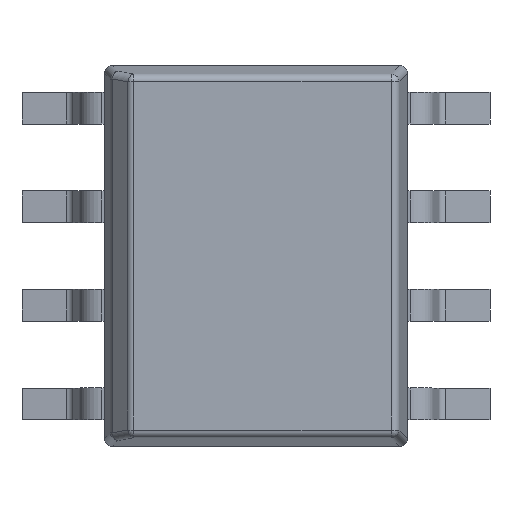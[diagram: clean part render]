
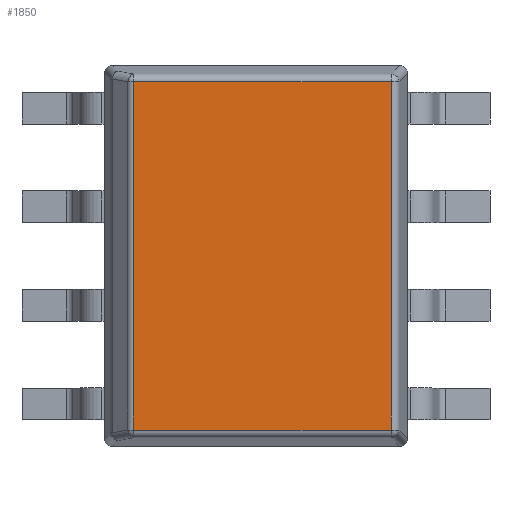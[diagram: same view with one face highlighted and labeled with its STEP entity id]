
A CAD part, top view. The second image highlights one B-rep face of the part: STEP entity #1850.
In plain terms, the highlighted face is planar.
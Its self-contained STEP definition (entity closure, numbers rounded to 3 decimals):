
#641=DIRECTION('',(1.,0.,0.));
#642=VECTOR('',#641,4.485);
#643=CARTESIAN_POINT('',(-2.243,0.7,1.743));
#644=LINE('',#643,#642);
#655=DIRECTION('',(0.,0.,-1.));
#656=VECTOR('',#655,3.321);
#657=CARTESIAN_POINT('',(2.243,0.7,1.743));
#658=LINE('',#657,#656);
#847=DIRECTION('',(0.,0.,1.));
#848=VECTOR('',#847,3.321);
#849=CARTESIAN_POINT('',(-2.243,0.7,-1.579));
#850=LINE('',#849,#848);
#861=DIRECTION('',(-1.,0.,0.));
#862=VECTOR('',#861,4.485);
#863=CARTESIAN_POINT('',(2.243,0.7,-1.579));
#864=LINE('',#863,#862);
#1289=CARTESIAN_POINT('',(-2.243,0.7,1.743));
#1290=CARTESIAN_POINT('',(2.243,0.7,1.743));
#1291=VERTEX_POINT('',#1289);
#1292=VERTEX_POINT('',#1290);
#1401=CARTESIAN_POINT('',(2.243,0.7,-1.579));
#1402=VERTEX_POINT('',#1401);
#1405=CARTESIAN_POINT('',(-2.243,0.7,-1.579));
#1406=VERTEX_POINT('',#1405);
#1836=CARTESIAN_POINT('',(0.,0.7,0.));
#1837=DIRECTION('',(0.,1.,0.));
#1838=DIRECTION('',(1.,0.,0.));
#1839=AXIS2_PLACEMENT_3D('',#1836,#1837,#1838);
#1840=PLANE('',#1839);
#1842=ORIENTED_EDGE('',*,*,#1841,.F.);
#1843=ORIENTED_EDGE('',*,*,#1827,.F.);
#1845=ORIENTED_EDGE('',*,*,#1844,.F.);
#1847=ORIENTED_EDGE('',*,*,#1846,.F.);
#1848=EDGE_LOOP('',(#1842,#1843,#1845,#1847));
#1849=FACE_OUTER_BOUND('',#1848,.F.);
#1850=ADVANCED_FACE('',(#1849),#1840,.T.);
#1827=EDGE_CURVE('',#1291,#1292,#644,.T.);
#1841=EDGE_CURVE('',#1292,#1402,#658,.T.);
#1844=EDGE_CURVE('',#1406,#1291,#850,.T.);
#1846=EDGE_CURVE('',#1402,#1406,#864,.T.);
